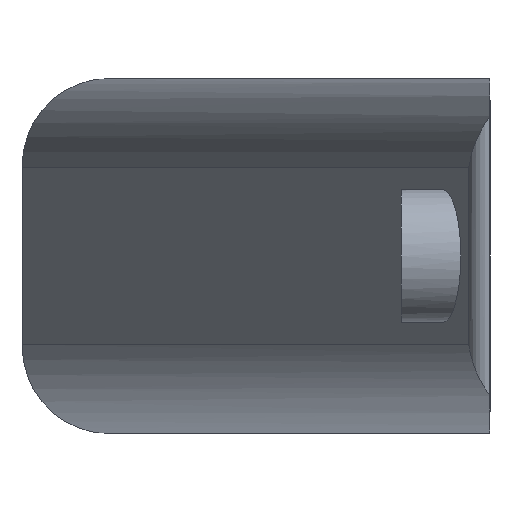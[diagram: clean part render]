
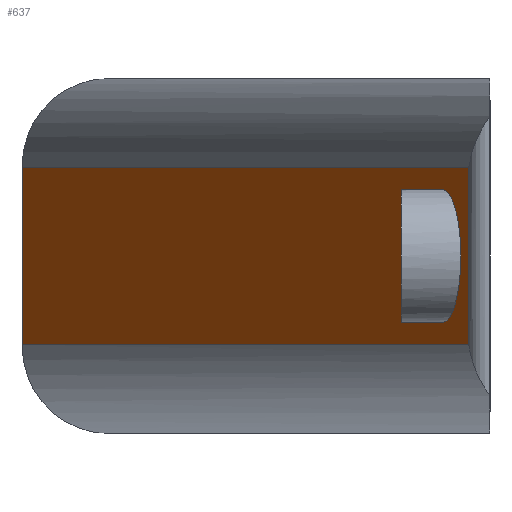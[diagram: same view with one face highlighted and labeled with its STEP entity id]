
A CAD part, left-side view. The second image highlights one B-rep face of the part: STEP entity #637.
In plain terms, the highlighted planar face has unit normal (-0.267, 0.964, 0).
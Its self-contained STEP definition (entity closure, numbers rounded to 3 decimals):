
#24=ELLIPSE('',#701,3.113,3.);
#29=FACE_BOUND('',#109,.T.);
#41=PLANE('',#700);
#66=FACE_OUTER_BOUND('',#108,.T.);
#108=EDGE_LOOP('',(#502,#503,#504,#505));
#109=EDGE_LOOP('',(#506,#507,#508,#509));
#197=LINE('',#1100,#237);
#206=LINE('',#1303,#246);
#208=LINE('',#1313,#248);
#209=LINE('',#1321,#249);
#210=LINE('',#1324,#250);
#211=LINE('',#1328,#251);
#212=LINE('',#1329,#252);
#237=VECTOR('',#768,10.);
#246=VECTOR('',#801,10.);
#248=VECTOR('',#805,10.);
#249=VECTOR('',#808,10.);
#250=VECTOR('',#809,10.);
#251=VECTOR('',#812,10.);
#252=VECTOR('',#813,10.);
#287=VERTEX_POINT('',#1091);
#289=VERTEX_POINT('',#1098);
#306=VERTEX_POINT('',#1302);
#307=VERTEX_POINT('',#1312);
#308=VERTEX_POINT('',#1322);
#309=VERTEX_POINT('',#1323);
#310=VERTEX_POINT('',#1325);
#311=VERTEX_POINT('',#1327);
#358=EDGE_CURVE('',#289,#287,#197,.T.);
#380=EDGE_CURVE('',#287,#306,#206,.T.);
#383=EDGE_CURVE('',#307,#306,#208,.T.);
#385=EDGE_CURVE('',#307,#289,#209,.T.);
#386=EDGE_CURVE('',#308,#309,#210,.T.);
#387=EDGE_CURVE('',#309,#310,#24,.T.);
#388=EDGE_CURVE('',#310,#311,#211,.T.);
#389=EDGE_CURVE('',#311,#308,#212,.T.);
#502=ORIENTED_EDGE('',*,*,#358,.F.);
#503=ORIENTED_EDGE('',*,*,#385,.F.);
#504=ORIENTED_EDGE('',*,*,#383,.T.);
#505=ORIENTED_EDGE('',*,*,#380,.F.);
#506=ORIENTED_EDGE('',*,*,#386,.T.);
#507=ORIENTED_EDGE('',*,*,#387,.T.);
#508=ORIENTED_EDGE('',*,*,#388,.T.);
#509=ORIENTED_EDGE('',*,*,#389,.T.);
#637=ADVANCED_FACE('',(#66,#29),#41,.T.);
#700=AXIS2_PLACEMENT_3D('',#1320,#806,#807);
#701=AXIS2_PLACEMENT_3D('',#1326,#810,#811);
#768=DIRECTION('',(0.,0.,1.));
#801=DIRECTION('',(-0.964,-0.267,0.));
#805=DIRECTION('',(0.,0.,1.));
#806=DIRECTION('center_axis',(-0.267,0.964,0.));
#807=DIRECTION('ref_axis',(-0.964,-0.267,0.));
#808=DIRECTION('',(0.964,0.267,0.));
#809=DIRECTION('',(-0.964,-0.267,0.));
#810=DIRECTION('center_axis',(0.267,-0.964,0.));
#811=DIRECTION('ref_axis',(0.964,0.267,0.));
#812=DIRECTION('',(0.964,0.267,0.));
#813=DIRECTION('',(0.,0.,1.));
#1091=CARTESIAN_POINT('',(74.661,35.711,30.479));
#1098=CARTESIAN_POINT('',(74.661,35.711,22.479));
#1100=CARTESIAN_POINT('',(74.661,35.711,26.479));
#1302=CARTESIAN_POINT('',(2.039,15.564,30.479));
#1303=CARTESIAN_POINT('',(58.373,31.193,30.479));
#1312=CARTESIAN_POINT('',(2.039,15.564,22.479));
#1313=CARTESIAN_POINT('',(2.039,15.564,26.479));
#1320=CARTESIAN_POINT('Origin',(75.624,35.979,26.479));
#1321=CARTESIAN_POINT('',(58.373,31.193,22.479));
#1322=CARTESIAN_POINT('',(12.984,18.6,29.479));
#1323=CARTESIAN_POINT('',(6.306,16.748,29.479));
#1324=CARTESIAN_POINT('',(40.689,26.286,29.479));
#1325=CARTESIAN_POINT('',(6.306,16.748,23.479));
#1326=CARTESIAN_POINT('Origin',(6.306,16.748,26.479));
#1327=CARTESIAN_POINT('',(12.984,18.6,23.479));
#1328=CARTESIAN_POINT('',(43.939,27.188,23.479));
#1329=CARTESIAN_POINT('',(12.984,18.6,26.479));
